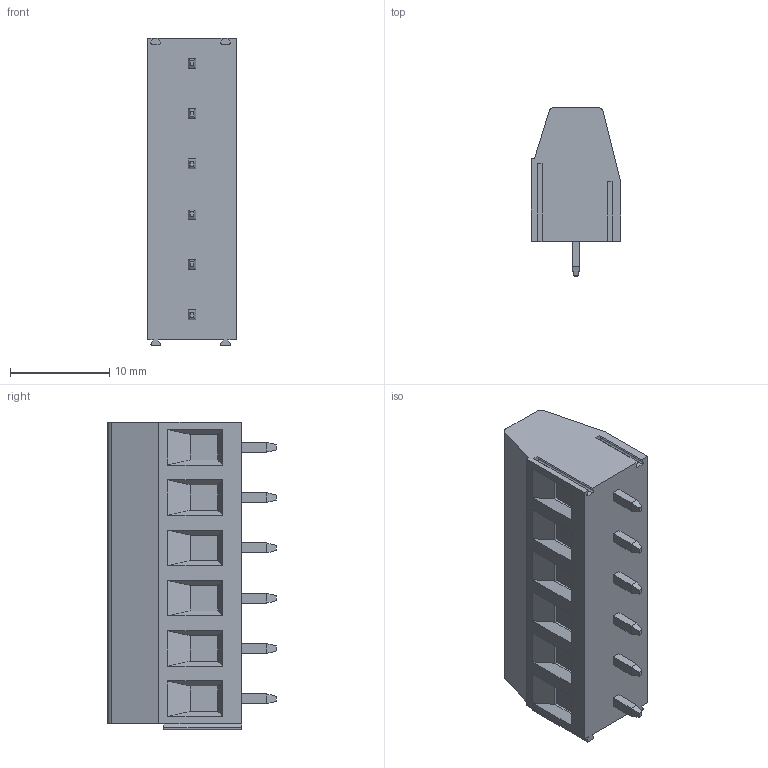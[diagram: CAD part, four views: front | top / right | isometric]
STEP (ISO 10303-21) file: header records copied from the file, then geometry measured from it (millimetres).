
FILE_DESCRIPTION((''),'2;1');
FILE_NAME('PRT0053','2025-01-13T',('yanfa'),(''),'PRO/ENGINEER BY PARAMETRIC TECHNOLOGY CORPORATION, 2009280','PRO/ENGINEER BY PARAMETRIC TECHNOLOGY CORPORATION, 2009280','');
FILE_SCHEMA(('AUTOMOTIVE_DESIGN_CC2 { 1 2 10303 214 -1 1 5 2 }'));
Length unit declared in the file: millimetre
Products named in the file (1): PRT0053
Bounding box: 9 x 17 x 31.08 mm (x, y, z)
Volume: 3153.2 mm3; surface area: 1852 mm2
Topology: 1 solids, 1 shells, 257 faces, 627 edges, 390 vertices
Faces by surface type: plane 175, cylinder 46, cone 24, torus 12
Entity records: 7525 total; most frequent: CARTESIAN_POINT 1418, DIRECTION 1257, ORIENTED_EDGE 1254, EDGE_CURVE 627, VECTOR 463, LINE 463, AXIS2_PLACEMENT_3D 397, VERTEX_POINT 390
